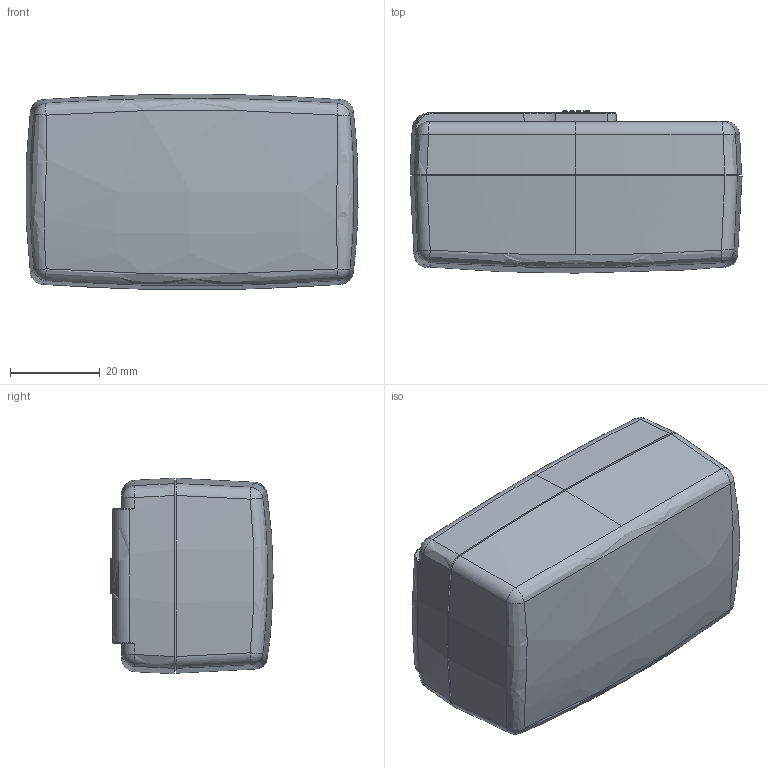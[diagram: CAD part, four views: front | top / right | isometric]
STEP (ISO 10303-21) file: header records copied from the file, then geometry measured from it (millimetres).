
FILE_DESCRIPTION((''),'2;1');
FILE_NAME('GT-46240-24VV-X_X-Q_ASM','2022-09-01T13:07:40',('jirenqiang'),(''),'CREO PARAMETRIC BY PTC INC, 2018050','CREO PARAMETRIC BY PTC INC, 2018050','');
FILE_SCHEMA(('CONFIG_CONTROL_DESIGN'));
Length unit declared in the file: millimetre
Products named in the file (4): TOP; MOVINGPIN; BTM; GT-46240-24VV-X_X-Q_ASM
Assembly tree (3 placements, depth 2):
  GT-46240-24VV-X_X-Q_ASM
    TOP
    MOVINGPIN
    BTM
Bounding box: 73.85 x 36.08 x 43.5 mm (x, y, z)
Volume: 24236.7 mm3; surface area: 26950.8 mm2
Topology: 3 solids, 3 shells, 637 faces, 1736 edges, 1123 vertices
Faces by surface type: plane 231, cone 105, cylinder 103, bspline 100, torus 57, extrusion 22, sphere 15, revolution 4
Entity records: 27298 total; most frequent: CARTESIAN_POINT 12176, ORIENTED_EDGE 3440, DIRECTION 2666, EDGE_CURVE 1720, VERTEX_POINT 1123, AXIS2_PLACEMENT_3D 974, VECTOR 714, LINE 692
